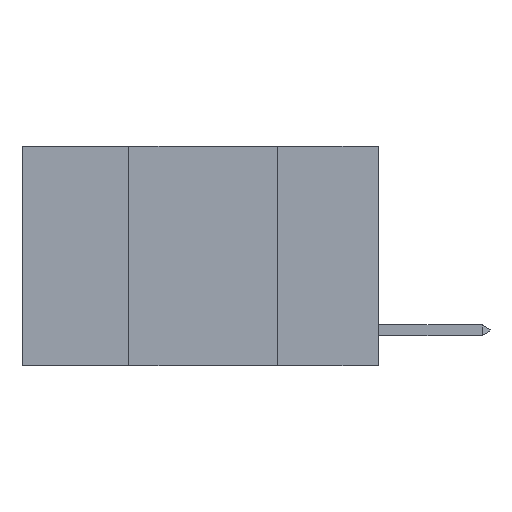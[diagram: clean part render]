
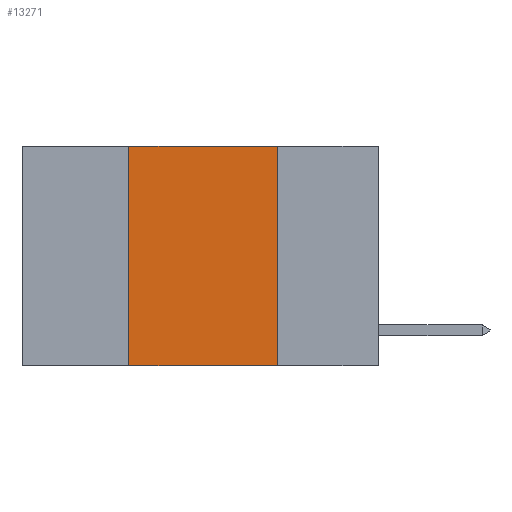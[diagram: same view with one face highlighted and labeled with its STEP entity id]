
A CAD part, left-side view. The second image highlights one B-rep face of the part: STEP entity #13271.
In plain terms, the highlighted planar face has unit normal (-1, 0, 0).
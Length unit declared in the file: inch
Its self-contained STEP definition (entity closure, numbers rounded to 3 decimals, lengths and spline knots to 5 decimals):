
#613 = EDGE_CURVE ( 'NONE', #18073, #13145, #4587, .T. ) ;
#2031 = VECTOR ( 'NONE', #15886, 39.37008 ) ;
#2698 = ORIENTED_EDGE ( 'NONE', *, *, #16471, .F. ) ;
#3118 = DIRECTION ( 'NONE',  ( 0., -1., 0. ) ) ;
#3760 = CARTESIAN_POINT ( 'NONE',  ( 0., 0.42, 0. ) ) ;
#4220 = ORIENTED_EDGE ( 'NONE', *, *, #4904, .T. ) ;
#4490 = FACE_OUTER_BOUND ( 'NONE', #5654, .T. ) ;
#4587 = LINE ( 'NONE', #10161, #2031 ) ;
#4904 = EDGE_CURVE ( 'NONE', #16018, #13145, #5243, .T. ) ;
#5243 = LINE ( 'NONE', #10726, #9826 ) ;
#5458 = ORIENTED_EDGE ( 'NONE', *, *, #10810, .F. ) ;
#5654 = EDGE_LOOP ( 'NONE', ( #6919, #2698, #5458, #4220 ) ) ;
#5915 = LINE ( 'NONE', #8692, #10894 ) ;
#6919 = ORIENTED_EDGE ( 'NONE', *, *, #613, .F. ) ;
#7034 = CARTESIAN_POINT ( 'NONE',  ( 0., 0.17, -0.37 ) ) ;
#7354 = VERTEX_POINT ( 'NONE', #16091 ) ;
#8692 = CARTESIAN_POINT ( 'NONE',  ( 0., 0.6, 0. ) ) ;
#9643 = VECTOR ( 'NONE', #12605, 39.37008 ) ;
#9826 = VECTOR ( 'NONE', #15051, 39.37008 ) ;
#10161 = CARTESIAN_POINT ( 'NONE',  ( 0., 0.17, 0. ) ) ;
#10726 = CARTESIAN_POINT ( 'NONE',  ( 0., 0.6, -0.37 ) ) ;
#10810 = EDGE_CURVE ( 'NONE', #16018, #7354, #15443, .T. ) ;
#10894 = VECTOR ( 'NONE', #3118, 39.37008 ) ;
#11162 = AXIS2_PLACEMENT_3D ( 'NONE', #13142, #13047, #14284 ) ;
#11976 = CARTESIAN_POINT ( 'NONE',  ( 0., 0.42, -0.37 ) ) ;
#12605 = DIRECTION ( 'NONE',  ( 0., 0., 1. ) ) ;
#13047 = DIRECTION ( 'NONE',  ( 1., 0., 0. ) ) ;
#13142 = CARTESIAN_POINT ( 'NONE',  ( 0., 0.6, 0. ) ) ;
#13145 = VERTEX_POINT ( 'NONE', #7034 ) ;
#13271 = ADVANCED_FACE ( 'NONE', ( #4490 ), #14379, .F. ) ;
#14284 = DIRECTION ( 'NONE',  ( 0., 0., -1. ) ) ;
#14379 = PLANE ( 'NONE',  #11162 ) ;
#14771 = CARTESIAN_POINT ( 'NONE',  ( 0., 0.17, 0. ) ) ;
#15051 = DIRECTION ( 'NONE',  ( 0., -1., 0. ) ) ;
#15443 = LINE ( 'NONE', #3760, #9643 ) ;
#15886 = DIRECTION ( 'NONE',  ( 0., 0., -1. ) ) ;
#16018 = VERTEX_POINT ( 'NONE', #11976 ) ;
#16091 = CARTESIAN_POINT ( 'NONE',  ( 0., 0.42, 0. ) ) ;
#16471 = EDGE_CURVE ( 'NONE', #7354, #18073, #5915, .T. ) ;
#18073 = VERTEX_POINT ( 'NONE', #14771 ) ;
